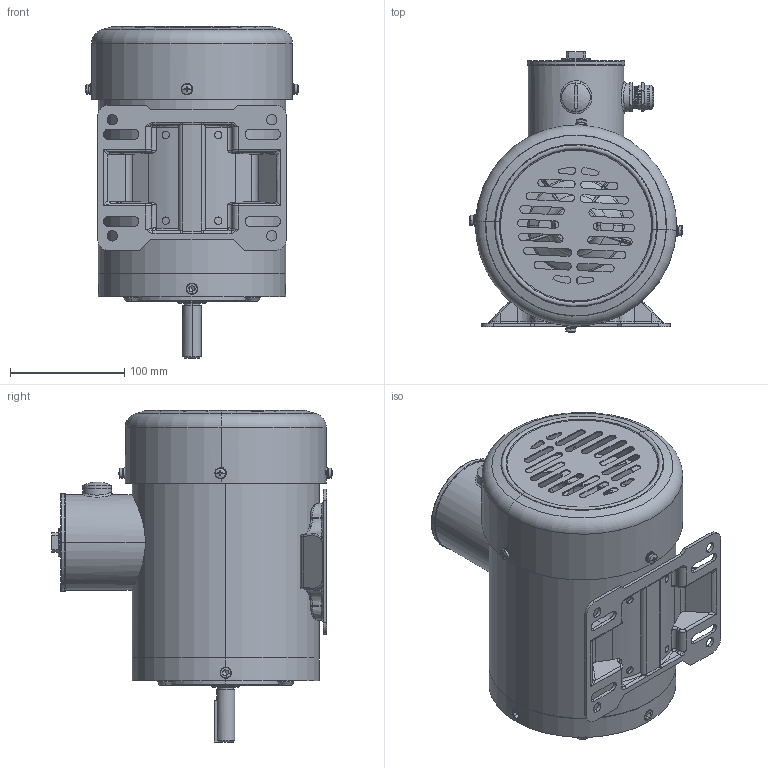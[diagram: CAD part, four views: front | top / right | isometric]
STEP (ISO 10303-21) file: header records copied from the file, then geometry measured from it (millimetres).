
FILE_DESCRIPTION (( 'STEP AP214' ), '1' );
FILE_NAME ('（56C-0.25HP-4）（56C-0.33HP-2）（56C-0.33HP-4）（56C-0.5HP-2）（56C-0.5HP-4）（56C-0.5HP-6）.STEP', '2017-11-13T08:29:05', ( 'user' ), ( '' ), 'SwSTEP 2.0', 'SolidWorks 2013', '' );
FILE_SCHEMA (( 'AUTOMOTIVE_DESIGN' ));
Length unit declared in the file: millimetre
Products named in the file (23): 儂褲 155.56C﹜143TC 埴极.8WT.001.001; plain washers--product grade c gb_GB_FASTENER_WASHER_SMWC 5; single coil lock washers light type gb_GB_FASTENER_WASHER_SSWL 5; （56C-0.25HP-4）（56C-0.33HP-2）（56C-0.33HP-4）（56C-0.5HP-2）（56C-0.5HP-4）（56C-0.5HP-6）; cross recessed small pan head screws gb_GB_CROSS_SCREWS_TYPE3 M5X16-16-N; M10 不锈钢螺塞; 源瑩4.77x36; U倛蚐猾20X40X7; 140TC  芠倛祥凄詩碟; 沓蹋滲蹟簽M20; 出线孔塞; 沓蹋滲M22謂12; 140TC  芠倛祥谽詩碟裔 ; 140TC  芠倛祥谽詩碟釱 ; 56C，140TC 风罩 8WTN.306.002; 80瑞圮; 143TC  祥凄詩綴裔.TEFC. 8WT.013.004b; 翋粣 1hP奻﹜狟 284﹜128. 56C TEFC 籵蚚.8WT.200.004; M5坋趼蹟隊蚾饜极; 儂褐 76.2.127.8WT.002.001; deep groove ball bearings gb_Rolling bearings 6205 GB 276-94; 140TC  螺孔塞 ; 56C，140TC 不锈钢 C 法兰（封闭或风冷型）8WT.013.001
Assembly tree (32 placements, depth 3):
  （56C-0.25HP-4）（56C-0.33HP-2）（56C-0.33HP-4）（56C-0.5HP-2）（56C-0.5HP-4）（56C-0.5HP-6）
    儂褲 155.56C﹜143TC 埴极.8WT.001.001
    56C，140TC 不锈钢 C 法兰（封闭或风冷型）8WT.013.001
    deep groove ball bearings gb_Rolling bearings 6205 GB 276-94  x2
    翋粣 1hP奻﹜狟 284﹜128. 56C TEFC 籵蚚.8WT.200.004
    143TC  祥凄詩綴裔.TEFC. 8WT.013.004b
    80瑞圮
    56C，140TC 风罩 8WTN.306.002
    140TC  芠倛祥凄詩碟
      140TC  芠倛祥谽詩碟釱 
      140TC  芠倛祥谽詩碟裔 
      沓蹋滲M22謂12
      出线孔塞
      沓蹋滲蹟簽M20
    U倛蚐猾20X40X7
    源瑩4.77x36
    M10 不锈钢螺塞  x4
    M5坋趼蹟隊蚾饜极  x4
      cross recessed small pan head screws gb_GB_CROSS_SCREWS_TYPE3 M5X16-16-N
      single coil lock washers light type gb_GB_FASTENER_WASHER_SSWL 5
      plain washers--product grade c gb_GB_FASTENER_WASHER_SMWC 5
    140TC  螺孔塞   x4
    儂褐 76.2.127.8WT.002.001
Bounding box: 186.87 x 245.86 x 290.6 mm (x, y, z)
Volume: 889646.9 mm3; surface area: 605201.3 mm2
Topology: 41 solids, 41 shells, 1714 faces, 4787 edges, 3031 vertices
Faces by surface type: cylinder 610, plane 460, torus 248, bspline 162, cone 137, sphere 97
Entity records: 60382 total; most frequent: CARTESIAN_POINT 25263, ORIENTED_EDGE 7266, DIRECTION 6685, EDGE_CURVE 3633, AXIS2_PLACEMENT_3D 2749, VERTEX_POINT 2296, EDGE_LOOP 1553, CIRCLE 1483
